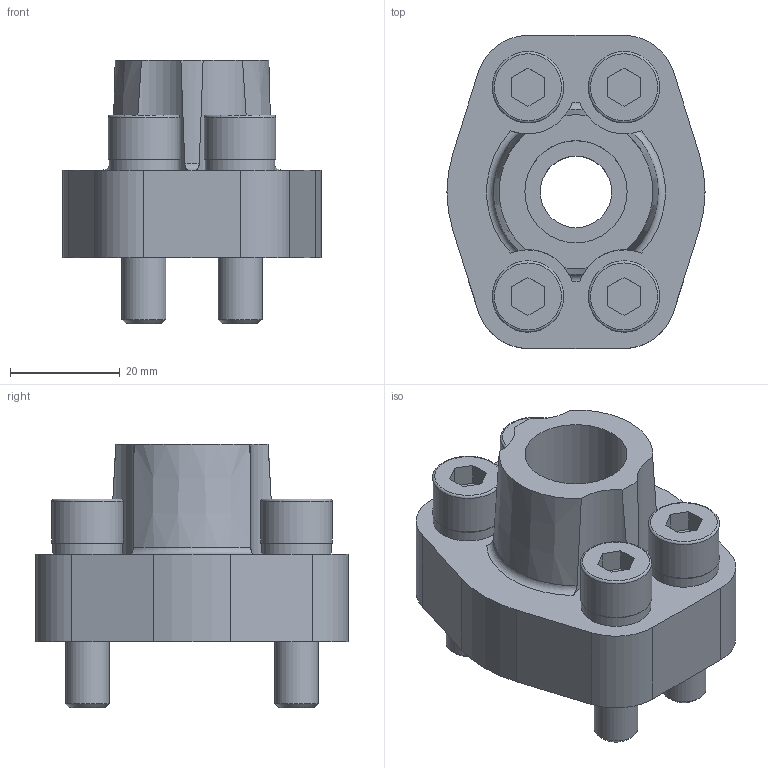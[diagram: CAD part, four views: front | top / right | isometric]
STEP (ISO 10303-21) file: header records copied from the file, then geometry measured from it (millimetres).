
FILE_DESCRIPTION(/* description */ ('STEP AP203'),/* implementation_level */ '2;1');
FILE_NAME(/* name */ 'SAE Threaded Flange AFE 13-3-01',/* time_stamp */ '2023-05-17T11:44:18+02:00',/* author */ ('License CC BY-ND 4.0'),/* organization */ ('CADENAS'),/* preprocessor_version */ 'ST-DEVELOPER v19.3',/* originating_system */ 'PARTsolutions',/* authorisation */ ' ');
FILE_SCHEMA (('CONFIG_CONTROL_DESIGN'));
Length unit declared in the file: millimetre
Products named in the file (1): SAE Gewindeflansch AFE 13-3-01
Bounding box: 47 x 57 x 48 mm (x, y, z)
Volume: 47558.8 mm3; surface area: 18161.4 mm2
Topology: 1 solids, 3 shells, 116 faces, 246 edges, 161 vertices
Faces by surface type: plane 61, cylinder 36, torus 11, cone 8
Full cylindrical faces by diameter (mm): 8 x4, 8.1 x4, 9 x4, 12.7 x4, 13 x5, 18.631 x1, 18.84 x2, 25.5 x2
Entity records: 3788 total; most frequent: CARTESIAN_POINT 537, DIRECTION 518, ORIENTED_EDGE 412, AXIS2_PLACEMENT_3D 211, EDGE_CURVE 206, EDGE_LOOP 184, FACE_BOUND 184, VERTEX_POINT 158
